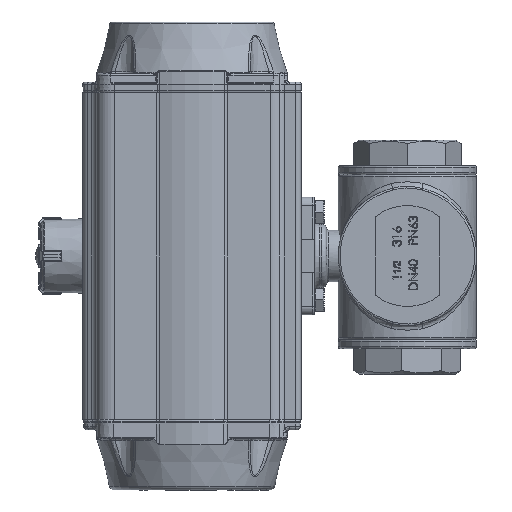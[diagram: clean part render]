
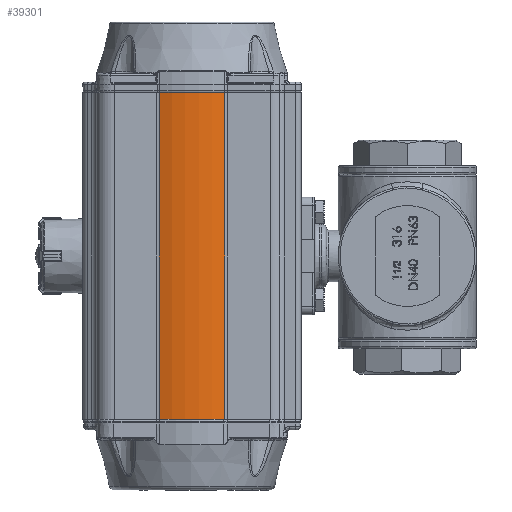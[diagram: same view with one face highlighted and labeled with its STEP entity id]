
A CAD part, left-side view. The second image highlights one B-rep face of the part: STEP entity #39301.
In plain terms, the highlighted cylindrical face has radius 53.5 mm (diameter 107 mm), a partial arc.
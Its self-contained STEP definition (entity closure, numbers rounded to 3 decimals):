
#3944=LINE('',#75394,#6090);
#3945=LINE('',#75395,#6091);
#6090=VECTOR('',#47545,1000.);
#6091=VECTOR('',#47546,1000.);
#7853=CYLINDRICAL_SURFACE('',#42372,53.5);
#10828=ORIENTED_EDGE('',*,*,#21585,.F.);
#10829=ORIENTED_EDGE('',*,*,#21589,.T.);
#10830=ORIENTED_EDGE('',*,*,#21526,.T.);
#10831=ORIENTED_EDGE('',*,*,#21590,.T.);
#21526=EDGE_CURVE('',#27172,#27171,#30433,.T.);
#21585=EDGE_CURVE('',#27230,#27200,#30465,.T.);
#21589=EDGE_CURVE('',#27230,#27172,#3944,.T.);
#21590=EDGE_CURVE('',#27171,#27200,#3945,.T.);
#27171=VERTEX_POINT('',#75264);
#27172=VERTEX_POINT('',#75266);
#27200=VERTEX_POINT('',#75327);
#27230=VERTEX_POINT('',#75386);
#30433=CIRCLE('',#42333,53.5);
#30465=CIRCLE('',#42369,53.5);
#32626=EDGE_LOOP('',(#10828,#10829,#10830,#10831));
#35656=FACE_BOUND('',#32626,.T.);
#39301=ADVANCED_FACE('',(#35656),#7853,.T.);
#42333=AXIS2_PLACEMENT_3D('',#75265,#47435,#47436);
#42369=AXIS2_PLACEMENT_3D('',#75387,#47534,#47535);
#42372=AXIS2_PLACEMENT_3D('',#75393,#47543,#47544);
#47435=DIRECTION('',(0.,0.,1.));
#47436=DIRECTION('',(1.,0.,0.));
#47534=DIRECTION('',(0.,0.,1.));
#47535=DIRECTION('',(1.,0.,0.));
#47543=DIRECTION('',(0.,0.,1.));
#47544=DIRECTION('',(1.,0.,0.));
#47545=DIRECTION('',(0.,0.,-1.));
#47546=DIRECTION('',(0.,0.,1.));
#75264=CARTESIAN_POINT('',(-50.136,-18.408,0.));
#75265=CARTESIAN_POINT('',(0.108,-0.028,0.));
#75266=CARTESIAN_POINT('',(-50.136,18.353,0.));
#75327=CARTESIAN_POINT('',(-50.136,-18.408,184.));
#75386=CARTESIAN_POINT('',(-50.136,18.353,184.));
#75387=CARTESIAN_POINT('',(0.108,-0.028,184.));
#75393=CARTESIAN_POINT('',(0.108,-0.028,0.));
#75394=CARTESIAN_POINT('',(-50.136,18.353,0.));
#75395=CARTESIAN_POINT('',(-50.136,-18.408,0.));
